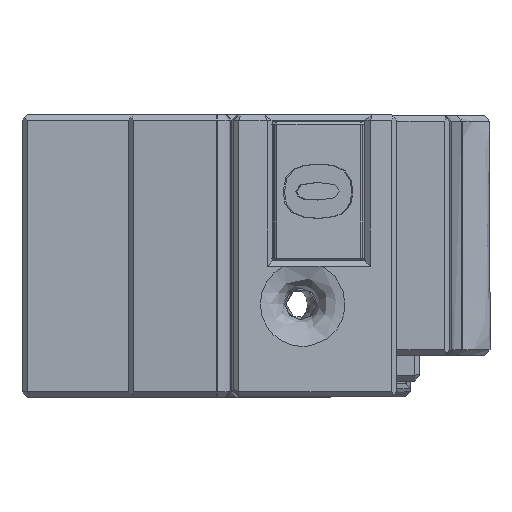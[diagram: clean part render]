
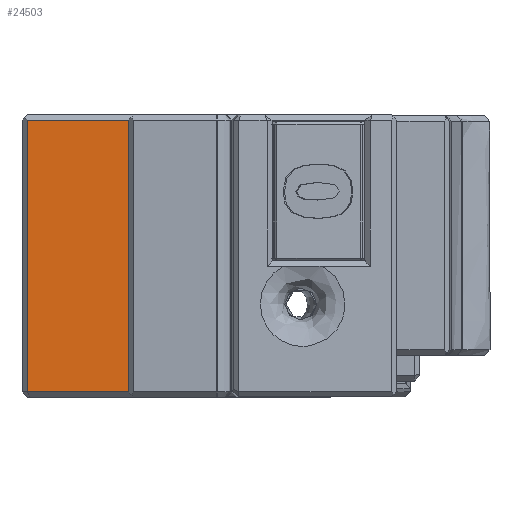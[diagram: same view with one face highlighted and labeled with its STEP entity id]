
A CAD part, left-side view. The second image highlights one B-rep face of the part: STEP entity #24503.
In plain terms, the highlighted planar face has unit normal (-1, 0, 0).
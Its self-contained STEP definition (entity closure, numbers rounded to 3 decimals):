
#2207=PLANE('',#26499);
#3235=FACE_OUTER_BOUND('',#4741,.T.);
#4741=EDGE_LOOP('',(#18866,#18867,#18868,#18869,#18870));
#6473=LINE('',#44351,#8499);
#6475=LINE('',#44355,#8501);
#6476=LINE('',#44404,#8502);
#6477=LINE('',#44406,#8503);
#6478=LINE('',#44407,#8504);
#8499=VECTOR('',#30396,10.);
#8501=VECTOR('',#30400,0.4);
#8502=VECTOR('',#30403,1.);
#8503=VECTOR('',#30404,1.);
#8504=VECTOR('',#30405,10.);
#11152=VERTEX_POINT('',#44058);
#11208=VERTEX_POINT('',#44349);
#11209=VERTEX_POINT('',#44354);
#11210=VERTEX_POINT('',#44403);
#11211=VERTEX_POINT('',#44405);
#13973=EDGE_CURVE('',#11208,#11152,#6473,.T.);
#13975=EDGE_CURVE('',#11152,#11209,#6475,.T.);
#13977=EDGE_CURVE('',#11208,#11210,#6476,.T.);
#13978=EDGE_CURVE('',#11210,#11211,#6477,.T.);
#13979=EDGE_CURVE('',#11211,#11209,#6478,.F.);
#18866=ORIENTED_EDGE('',*,*,#13973,.F.);
#18867=ORIENTED_EDGE('',*,*,#13977,.T.);
#18868=ORIENTED_EDGE('',*,*,#13978,.T.);
#18869=ORIENTED_EDGE('',*,*,#13979,.T.);
#18870=ORIENTED_EDGE('',*,*,#13975,.F.);
#24503=ADVANCED_FACE('',(#3235),#2207,.F.);
#26499=AXIS2_PLACEMENT_3D('',#44402,#30401,#30402);
#30396=DIRECTION('',(0.,0.,1.));
#30400=DIRECTION('',(0.,-1.,0.));
#30401=DIRECTION('center_axis',(1.,0.,0.));
#30402=DIRECTION('ref_axis',(0.,0.,-1.));
#30403=DIRECTION('',(0.,-1.,0.));
#30404=DIRECTION('',(0.,0.,1.));
#30405=DIRECTION('',(0.,0.002,-1.));
#44058=CARTESIAN_POINT('',(25.5,18.85,9.6));
#44349=CARTESIAN_POINT('',(25.5,18.85,0.4));
#44351=CARTESIAN_POINT('',(25.5,18.85,-8.104));
#44354=CARTESIAN_POINT('',(25.5,-1.6,9.6));
#44355=CARTESIAN_POINT('',(25.5,0.,9.6));
#44402=CARTESIAN_POINT('Origin',(25.5,23.5,-25.5));
#44403=CARTESIAN_POINT('',(25.5,-1.6,0.4));
#44404=CARTESIAN_POINT('',(25.5,0.4,0.4));
#44405=CARTESIAN_POINT('',(25.5,-1.6,9.599));
#44406=CARTESIAN_POINT('',(25.5,-1.6,-25.5));
#44407=CARTESIAN_POINT('',(25.5,-1.6,9.6));
